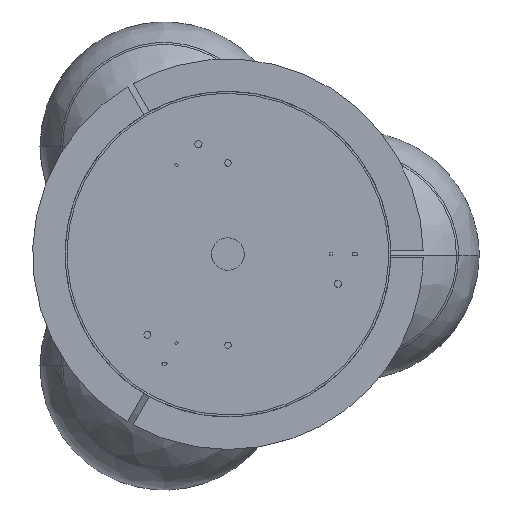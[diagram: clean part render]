
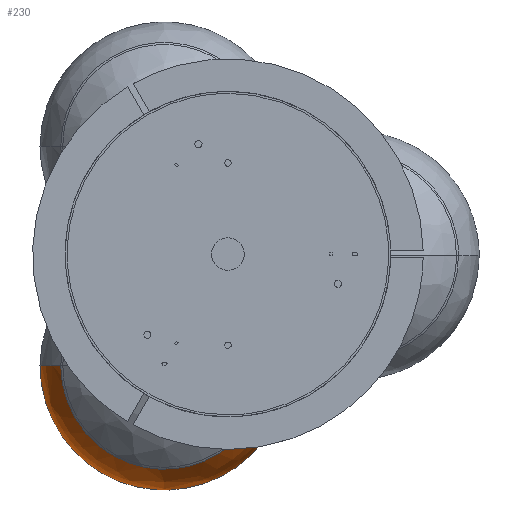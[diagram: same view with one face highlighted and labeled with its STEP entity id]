
A CAD part, top view. The second image highlights one B-rep face of the part: STEP entity #230.
In plain terms, the highlighted free-form (B-spline) face has degree [3, 3] with [7, 4] control points.
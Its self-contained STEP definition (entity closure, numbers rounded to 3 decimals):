
#230=ADVANCED_FACE('',(#442),#3168,.T.);
#442=FACE_OUTER_BOUND('',#682,.T.);
#682=EDGE_LOOP('',(#1328,#1329,#1330,#1331));
#1328=ORIENTED_EDGE('',*,*,#2025,.T.);
#1329=ORIENTED_EDGE('',*,*,#2023,.F.);
#1330=ORIENTED_EDGE('',*,*,#2026,.T.);
#1331=ORIENTED_EDGE('',*,*,#2030,.T.);
#2023=EDGE_CURVE('',#2896,#2895,#2562,.T.);
#2025=EDGE_CURVE('',#2897,#2895,#2564,.T.);
#2026=EDGE_CURVE('',#2896,#2898,#2565,.T.);
#2030=EDGE_CURVE('',#2898,#2897,#2569,.T.);
#2562=(
BOUNDED_CURVE()
B_SPLINE_CURVE(2,(#7379,#7380,#7381,#7382,#7383),.UNSPECIFIED.,.F.,.F.)
B_SPLINE_CURVE_WITH_KNOTS((3,2,3),(-300.083,-150.042,
0.),.UNSPECIFIED.)
CURVE()
GEOMETRIC_REPRESENTATION_ITEM()
RATIONAL_B_SPLINE_CURVE((1.,0.707,1.,0.707,1.))
REPRESENTATION_ITEM('')
);
#2564=(
BOUNDED_CURVE()
B_SPLINE_CURVE(3,(#7389,#7390,#7391,#7392),.UNSPECIFIED.,.F.,.F.)
B_SPLINE_CURVE_WITH_KNOTS((4,4),(0.,55.706),.UNSPECIFIED.)
CURVE()
GEOMETRIC_REPRESENTATION_ITEM()
RATIONAL_B_SPLINE_CURVE((1.,0.955,0.955,1.))
REPRESENTATION_ITEM('')
);
#2565=(
BOUNDED_CURVE()
B_SPLINE_CURVE(3,(#7393,#7394,#7395,#7396),.UNSPECIFIED.,.F.,.F.)
B_SPLINE_CURVE_WITH_KNOTS((4,4),(-55.706,0.),.UNSPECIFIED.)
CURVE()
GEOMETRIC_REPRESENTATION_ITEM()
RATIONAL_B_SPLINE_CURVE((1.,0.955,0.955,1.))
REPRESENTATION_ITEM('')
);
#2569=(
BOUNDED_CURVE()
B_SPLINE_CURVE(3,(#7412,#7413,#7414,#7415,#7416,#7417,#7418),
 .UNSPECIFIED.,.F.,.F.)
B_SPLINE_CURVE_WITH_KNOTS((4,3,4),(-250.069,-125.035,
0.),.UNSPECIFIED.)
CURVE()
GEOMETRIC_REPRESENTATION_ITEM()
RATIONAL_B_SPLINE_CURVE((1.,0.858,0.917,1.215,
0.917,0.858,1.))
REPRESENTATION_ITEM('')
);
#2895=VERTEX_POINT('',#7191);
#2896=VERTEX_POINT('',#7192);
#2897=VERTEX_POINT('',#7193);
#2898=VERTEX_POINT('',#7194);
#3168=(
BOUNDED_SURFACE()
B_SPLINE_SURFACE(3,3,((#6660,#6661,#6662,#6663),(#6664,#6665,#6666,#6667),
(#6668,#6669,#6670,#6671),(#6672,#6673,#6674,#6675),(#6676,#6677,#6678,
#6679),(#6680,#6681,#6682,#6683),(#6684,#6685,#6686,#6687)),
 .UNSPECIFIED.,.F.,.F.,.F.)
B_SPLINE_SURFACE_WITH_KNOTS((4,3,4),(4,4),(0.,179.341,358.683),
(0.,61.174),.UNSPECIFIED.)
GEOMETRIC_REPRESENTATION_ITEM()
RATIONAL_B_SPLINE_SURFACE(((1.232,1.172,1.172,
1.232),(0.973,0.926,0.926,0.973),
(0.973,0.926,0.926,0.973),(1.232,
1.172,1.172,1.232),(0.973,0.926,
0.926,0.973),(0.973,0.926,0.926,
0.973),(1.232,1.172,1.172,1.232)))
REPRESENTATION_ITEM('')
SURFACE()
);
#6660=CARTESIAN_POINT('',(78.75,98.655,-4.955));
#6661=CARTESIAN_POINT('',(91.172,83.258,-5.736));
#6662=CARTESIAN_POINT('',(96.949,64.323,-6.1));
#6663=CARTESIAN_POINT('',(95.243,44.598,-5.992));
#6664=CARTESIAN_POINT('',(81.799,98.655,43.508));
#6665=CARTESIAN_POINT('',(94.702,83.258,50.371));
#6666=CARTESIAN_POINT('',(100.703,64.323,53.563));
#6667=CARTESIAN_POINT('',(98.931,44.598,52.62));
#6668=CARTESIAN_POINT('',(48.558,98.655,78.906));
#6669=CARTESIAN_POINT('',(56.218,83.258,91.353));
#6670=CARTESIAN_POINT('',(59.78,64.323,97.141));
#6671=CARTESIAN_POINT('',(58.728,44.598,95.431));
#6672=CARTESIAN_POINT('',(0.,98.655,78.906));
#6673=CARTESIAN_POINT('',(0.,83.258,91.353));
#6674=CARTESIAN_POINT('',(0.,64.323,97.141));
#6675=CARTESIAN_POINT('',(0.,44.598,95.431));
#6676=CARTESIAN_POINT('',(-48.558,98.655,78.906));
#6677=CARTESIAN_POINT('',(-56.218,83.258,91.353));
#6678=CARTESIAN_POINT('',(-59.78,64.323,97.141));
#6679=CARTESIAN_POINT('',(-58.728,44.598,95.431));
#6680=CARTESIAN_POINT('',(-81.799,98.655,43.508));
#6681=CARTESIAN_POINT('',(-94.702,83.258,50.371));
#6682=CARTESIAN_POINT('',(-100.703,64.323,53.563));
#6683=CARTESIAN_POINT('',(-98.931,44.598,52.62));
#6684=CARTESIAN_POINT('',(-78.75,98.655,-4.955));
#6685=CARTESIAN_POINT('',(-91.172,83.258,-5.736));
#6686=CARTESIAN_POINT('',(-96.949,64.323,-6.1));
#6687=CARTESIAN_POINT('',(-95.243,44.598,-5.992));
#7191=CARTESIAN_POINT('',(-95.519,45.709,0.));
#7192=CARTESIAN_POINT('',(95.519,45.709,0.));
#7193=CARTESIAN_POINT('',(-79.6,97.784,0.));
#7194=CARTESIAN_POINT('',(79.6,97.784,0.));
#7379=CARTESIAN_POINT('',(95.519,45.709,0.));
#7380=CARTESIAN_POINT('',(95.519,45.709,95.519));
#7381=CARTESIAN_POINT('',(0.,45.709,95.519));
#7382=CARTESIAN_POINT('',(-95.519,45.709,95.519));
#7383=CARTESIAN_POINT('',(-95.519,45.709,0.));
#7389=CARTESIAN_POINT('',(-79.6,97.784,0.));
#7390=CARTESIAN_POINT('',(-91.326,82.832,0.));
#7391=CARTESIAN_POINT('',(-96.881,64.661,0.));
#7392=CARTESIAN_POINT('',(-95.519,45.709,0.));
#7393=CARTESIAN_POINT('',(95.519,45.709,0.));
#7394=CARTESIAN_POINT('',(96.881,64.661,0.));
#7395=CARTESIAN_POINT('',(91.326,82.832,0.));
#7396=CARTESIAN_POINT('',(79.6,97.784,0.));
#7412=CARTESIAN_POINT('',(79.6,97.784,0.));
#7413=CARTESIAN_POINT('',(79.6,97.784,46.879));
#7414=CARTESIAN_POINT('',(46.377,97.784,79.6));
#7415=CARTESIAN_POINT('',(0.,97.784,79.6));
#7416=CARTESIAN_POINT('',(-46.377,97.784,79.6));
#7417=CARTESIAN_POINT('',(-79.6,97.784,46.879));
#7418=CARTESIAN_POINT('',(-79.6,97.784,0.));
